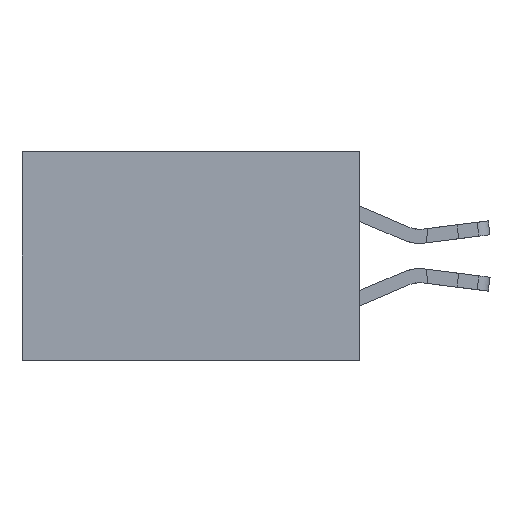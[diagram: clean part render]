
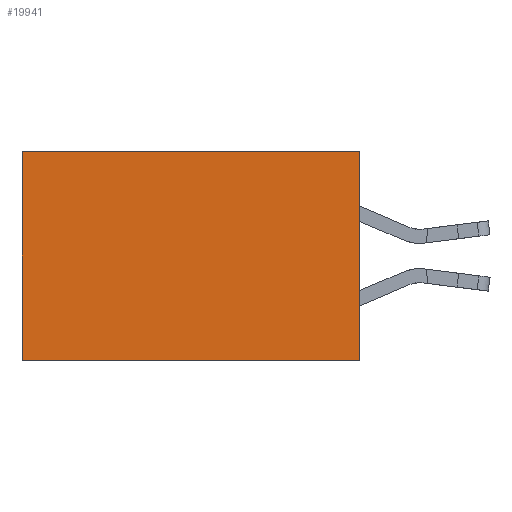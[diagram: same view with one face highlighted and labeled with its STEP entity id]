
A CAD part, left-side view. The second image highlights one B-rep face of the part: STEP entity #19941.
In plain terms, the highlighted planar face has unit normal (-1, 0, 0).
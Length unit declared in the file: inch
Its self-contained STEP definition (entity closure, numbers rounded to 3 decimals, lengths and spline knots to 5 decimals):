
#669 = CARTESIAN_POINT ( 'NONE',  ( 0.2875, 0., -0.37 ) ) ;
#2089 = CARTESIAN_POINT ( 'NONE',  ( 0.2875, 0., 0. ) ) ;
#2229 = EDGE_CURVE ( 'NONE', #18189, #12863, #6568, .T. ) ;
#3037 = EDGE_LOOP ( 'NONE', ( #17553, #16593, #5665, #8446 ) ) ;
#3132 = DIRECTION ( 'NONE',  ( 0., 0., -1. ) ) ;
#4214 = CARTESIAN_POINT ( 'NONE',  ( 0.2875, 0., -0.37 ) ) ;
#4604 = VECTOR ( 'NONE', #12950, 39.37008 ) ;
#4637 = CARTESIAN_POINT ( 'NONE',  ( 0.2875, 0., 0. ) ) ;
#5331 = VERTEX_POINT ( 'NONE', #14731 ) ;
#5665 = ORIENTED_EDGE ( 'NONE', *, *, #20327, .F. ) ;
#6072 = VECTOR ( 'NONE', #20433, 39.37008 ) ;
#6504 = AXIS2_PLACEMENT_3D ( 'NONE', #2089, #13237, #13108 ) ;
#6568 = LINE ( 'NONE', #4637, #6072 ) ;
#6713 = VECTOR ( 'NONE', #3132, 39.37008 ) ;
#7539 = CARTESIAN_POINT ( 'NONE',  ( 0.2875, 0.6, 0. ) ) ;
#8446 = ORIENTED_EDGE ( 'NONE', *, *, #2229, .T. ) ;
#8573 = FACE_OUTER_BOUND ( 'NONE', #3037, .T. ) ;
#9794 = EDGE_CURVE ( 'NONE', #12863, #5331, #17318, .T. ) ;
#10296 = EDGE_CURVE ( 'NONE', #11103, #5331, #18554, .T. ) ;
#11103 = VERTEX_POINT ( 'NONE', #4214 ) ;
#12705 = LINE ( 'NONE', #20621, #6713 ) ;
#12863 = VERTEX_POINT ( 'NONE', #15796 ) ;
#12950 = DIRECTION ( 'NONE',  ( 0., 0., -1. ) ) ;
#13108 = DIRECTION ( 'NONE',  ( 0., 0., -1. ) ) ;
#13237 = DIRECTION ( 'NONE',  ( 1., 0., 0. ) ) ;
#13674 = CARTESIAN_POINT ( 'NONE',  ( 0.2875, 0., 0. ) ) ;
#14731 = CARTESIAN_POINT ( 'NONE',  ( 0.2875, 0.6, -0.37 ) ) ;
#15796 = CARTESIAN_POINT ( 'NONE',  ( 0.2875, 0.6, 0. ) ) ;
#16593 = ORIENTED_EDGE ( 'NONE', *, *, #10296, .F. ) ;
#17318 = LINE ( 'NONE', #7539, #4604 ) ;
#17553 = ORIENTED_EDGE ( 'NONE', *, *, #9794, .T. ) ;
#17661 = DIRECTION ( 'NONE',  ( 0., 1., 0. ) ) ;
#17930 = PLANE ( 'NONE',  #6504 ) ;
#18189 = VERTEX_POINT ( 'NONE', #13674 ) ;
#18554 = LINE ( 'NONE', #669, #20035 ) ;
#19941 = ADVANCED_FACE ( 'NONE', ( #8573 ), #17930, .F. ) ;
#20035 = VECTOR ( 'NONE', #17661, 39.37008 ) ;
#20327 = EDGE_CURVE ( 'NONE', #18189, #11103, #12705, .T. ) ;
#20433 = DIRECTION ( 'NONE',  ( 0., 1., 0. ) ) ;
#20621 = CARTESIAN_POINT ( 'NONE',  ( 0.2875, 0., 0. ) ) ;
